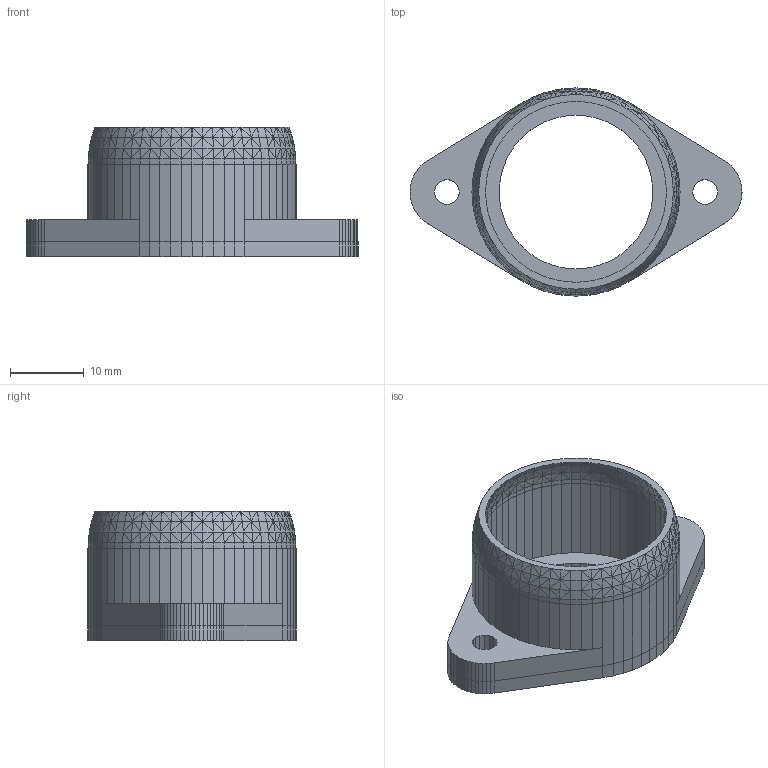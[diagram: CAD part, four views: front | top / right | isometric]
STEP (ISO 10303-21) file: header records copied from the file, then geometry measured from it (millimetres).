
FILE_DESCRIPTION(/* description */ (''),/* implementation_level */ '2;1');
FILE_NAME(/* name */ 'ball_caster_25mm_ball_27height v6.step',/* time_stamp */ '2021-06-01T09:32:45+02:00',/* author */ (''),/* organization */ (''),/* preprocessor_version */ 'ST-DEVELOPER v18.1',/* originating_system */ 'Autodesk Translation Framework v10.9.0.1377',/* authorisation */ '');
FILE_SCHEMA (('AUTOMOTIVE_DESIGN { 1 0 10303 214 3 1 1 }'));
Length unit declared in the file: millimetre
Products named in the file (3): ball_caster_25mm_ball_27height; Component2; Component3
Assembly tree (2 placements, depth 2):
  ball_caster_25mm_ball_27height
    Component2
    Component3
Bounding box: 45 x 28.2 x 17.5 mm (x, y, z)
Volume: 3066.5 mm3; surface area: 4693.7 mm2
Topology: 2 solids, 2 shells, 1287 faces, 2695 edges, 1414 vertices
Faces by surface type: plane 1287
Entity records: 32131 total; most frequent: CARTESIAN_POINT 5402, ORIENTED_EDGE 5390, DIRECTION 5281, LINE 2695, VECTOR 2695, EDGE_CURVE 2695, VERTEX_POINT 1414, EDGE_LOOP 1301
